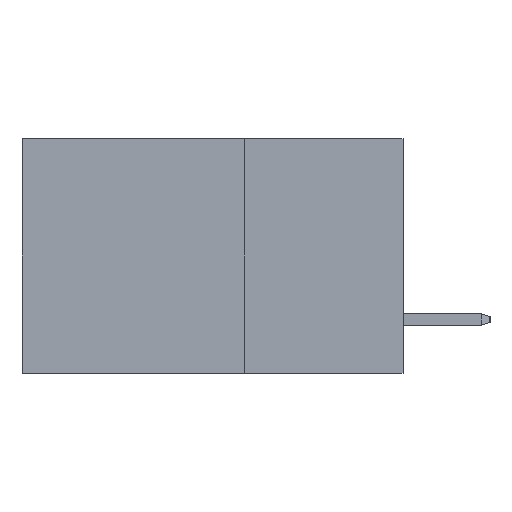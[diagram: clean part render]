
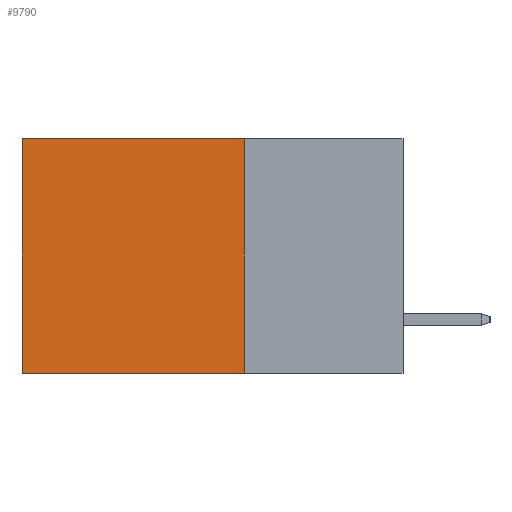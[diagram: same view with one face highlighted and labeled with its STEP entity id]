
A CAD part, left-side view. The second image highlights one B-rep face of the part: STEP entity #9790.
In plain terms, the highlighted planar face has unit normal (-1, 0, 0).
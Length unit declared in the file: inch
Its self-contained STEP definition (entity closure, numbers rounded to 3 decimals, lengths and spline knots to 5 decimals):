
#99 = EDGE_CURVE ( 'NONE', #12648, #16695, #5653, .T. ) ;
#131 = FACE_OUTER_BOUND ( 'NONE', #3291, .T. ) ;
#1293 = VECTOR ( 'NONE', #9374, 39.37008 ) ;
#1374 = DIRECTION ( 'NONE',  ( 0., 0., -1. ) ) ;
#2493 = CARTESIAN_POINT ( 'NONE',  ( 0.2875, 0.25, 0. ) ) ;
#2653 = VERTEX_POINT ( 'NONE', #16644 ) ;
#3291 = EDGE_LOOP ( 'NONE', ( #16720, #8502, #4365, #10108 ) ) ;
#4322 = DIRECTION ( 'NONE',  ( 1., 0., 0. ) ) ;
#4365 = ORIENTED_EDGE ( 'NONE', *, *, #15226, .F. ) ;
#4496 = CARTESIAN_POINT ( 'NONE',  ( 0.2875, 0.25, 0. ) ) ;
#4621 = LINE ( 'NONE', #12590, #12532 ) ;
#5653 = LINE ( 'NONE', #17075, #12781 ) ;
#6270 = CARTESIAN_POINT ( 'NONE',  ( 0.2875, 0.25, -0.37 ) ) ;
#6641 = CARTESIAN_POINT ( 'NONE',  ( 0.2875, 0.25, 0. ) ) ;
#7380 = EDGE_CURVE ( 'NONE', #15709, #2653, #15908, .T. ) ;
#7826 = LINE ( 'NONE', #6641, #1293 ) ;
#8502 = ORIENTED_EDGE ( 'NONE', *, *, #7380, .F. ) ;
#9374 = DIRECTION ( 'NONE',  ( 0., 0., -1. ) ) ;
#9790 = ADVANCED_FACE ( 'NONE', ( #131 ), #14171, .F. ) ;
#10108 = ORIENTED_EDGE ( 'NONE', *, *, #99, .T. ) ;
#10126 = VECTOR ( 'NONE', #17278, 39.37008 ) ;
#11908 = EDGE_CURVE ( 'NONE', #16695, #2653, #4621, .T. ) ;
#12532 = VECTOR ( 'NONE', #1374, 39.37008 ) ;
#12590 = CARTESIAN_POINT ( 'NONE',  ( 0.2875, 0.6, 0. ) ) ;
#12648 = VERTEX_POINT ( 'NONE', #2493 ) ;
#12683 = DIRECTION ( 'NONE',  ( 0., 1., 0. ) ) ;
#12781 = VECTOR ( 'NONE', #12683, 39.37008 ) ;
#12810 = DIRECTION ( 'NONE',  ( 0., 0., -1. ) ) ;
#13354 = AXIS2_PLACEMENT_3D ( 'NONE', #4496, #4322, #12810 ) ;
#14171 = PLANE ( 'NONE',  #13354 ) ;
#14797 = CARTESIAN_POINT ( 'NONE',  ( 0.2875, 0.25, -0.37 ) ) ;
#15226 = EDGE_CURVE ( 'NONE', #12648, #15709, #7826, .T. ) ;
#15709 = VERTEX_POINT ( 'NONE', #6270 ) ;
#15908 = LINE ( 'NONE', #14797, #10126 ) ;
#16599 = CARTESIAN_POINT ( 'NONE',  ( 0.2875, 0.6, 0. ) ) ;
#16644 = CARTESIAN_POINT ( 'NONE',  ( 0.2875, 0.6, -0.37 ) ) ;
#16695 = VERTEX_POINT ( 'NONE', #16599 ) ;
#16720 = ORIENTED_EDGE ( 'NONE', *, *, #11908, .T. ) ;
#17075 = CARTESIAN_POINT ( 'NONE',  ( 0.2875, 0.25, 0. ) ) ;
#17278 = DIRECTION ( 'NONE',  ( 0., 1., 0. ) ) ;
